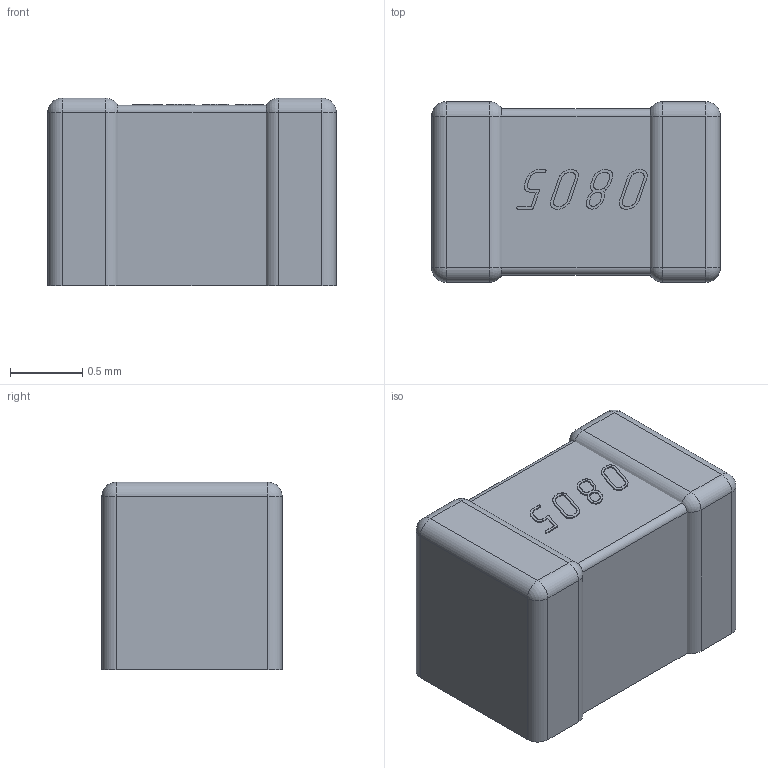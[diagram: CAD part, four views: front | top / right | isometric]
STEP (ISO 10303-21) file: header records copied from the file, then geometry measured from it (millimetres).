
FILE_DESCRIPTION(('STEP AP214'), '1');
FILE_NAME('Êîíäåíñàòîð _ 0805 Ñ', '', ('UNSPECIFIED'), ('UNSPECIFIED'), 'C3D Converter', 'C3D Toolkit', '');
FILE_SCHEMA(('AUTOMOTIVE_DESIGN { 1 0 10303 214 3 1 1}'));
Length unit declared in the file: millimetre
Products named in the file (1): 0805 С
Bounding box: 2 x 1.25 x 1.3 mm (x, y, z)
Volume: 3 mm3; surface area: 18.7 mm2
Topology: 7 solids, 7 shells, 187 faces, 495 edges, 310 vertices
Faces by surface type: extrusion 82, plane 69, cylinder 24, sphere 12
Entity records: 5977 total; most frequent: CARTESIAN_POINT 1473, ORIENTED_EDGE 966, DIRECTION 661, EDGE_CURVE 483, VECTOR 353, VERTEX_POINT 310, LINE 271, B_SPLINE_CURVE_WITH_KNOTS 246
